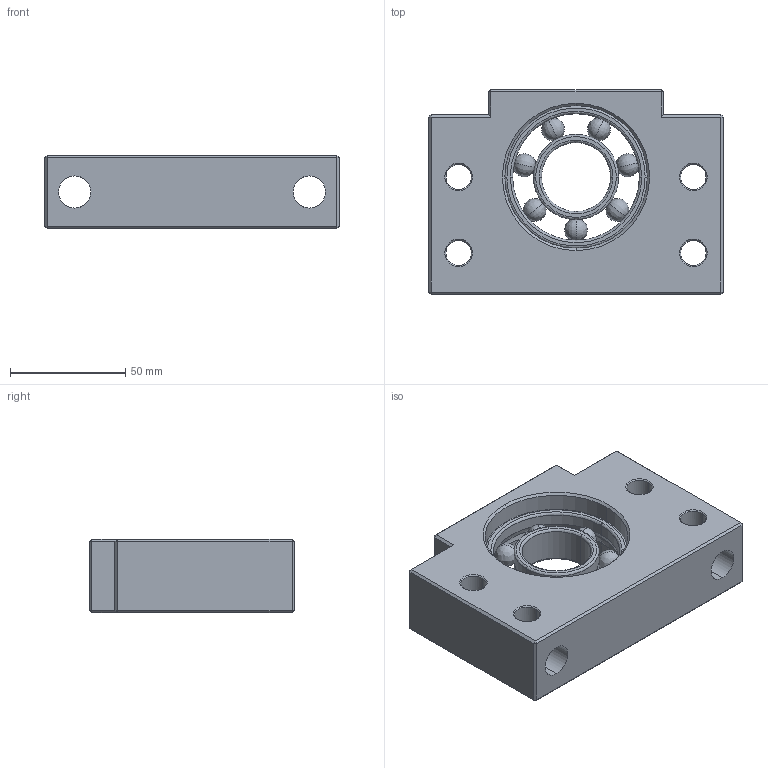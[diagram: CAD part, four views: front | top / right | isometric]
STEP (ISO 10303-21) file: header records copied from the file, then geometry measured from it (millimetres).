
FILE_DESCRIPTION (( 'STEP AP214' ), '1' );
FILE_NAME ('BFN30-Rollco.step', '2023-04-27T09:35:31', ( '' ), ( '' ), 'SwSTEP 2.0', 'SolidWorks 2010', '' );
FILE_SCHEMA (( 'AUTOMOTIVE_DESIGN' ));
Length unit declared in the file: millimetre
Products named in the file (3): BF30; BFN30_Bearing; BFN30-Rollco
Assembly tree (2 placements, depth 2):
  BFN30-Rollco
    BFN30_Bearing
    BF30
Bounding box: 128 x 89 x 32 mm (x, y, z)
Volume: 232563 mm3; surface area: 55748.5 mm2
Topology: 10 solids, 10 shells, 148 faces, 356 edges, 194 vertices
Faces by surface type: plane 50, cylinder 38, bspline 36, cone 24
Entity records: 5294 total; most frequent: CARTESIAN_POINT 1967, ORIENTED_EDGE 656, DIRECTION 638, EDGE_CURVE 328, AXIS2_PLACEMENT_3D 241, VERTEX_POINT 194, EDGE_LOOP 168, VECTOR 156
